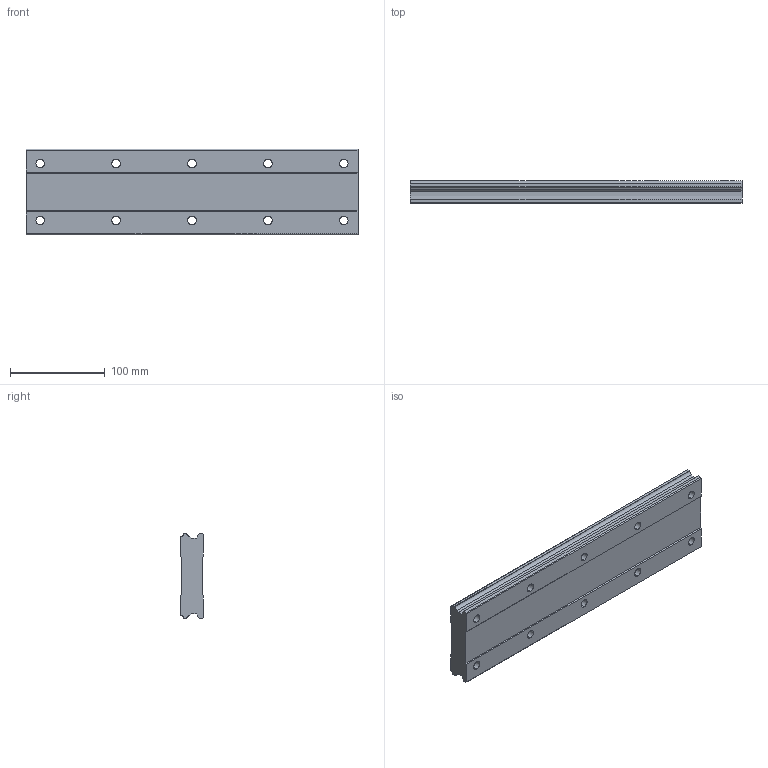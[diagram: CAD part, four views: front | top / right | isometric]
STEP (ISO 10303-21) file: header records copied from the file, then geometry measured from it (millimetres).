
FILE_DESCRIPTION (( 'STEP AP214' ), '1' );
FILE_NAME ('HRW50CA1SS-350L_G15_0_B-PT18_104-75_0_0_0_1.STEP', '2021-07-07T10:47:00', ( '' ), ( '' ), 'SwSTEP 2.0', 'SolidWorks 2021', '' );
FILE_SCHEMA (( 'AUTOMOTIVE_DESIGN' ));
Length unit declared in the file: millimetre
Products named in the file (2): _HRW50CA35015 Track; HRW50CA1SS-350L_G15_0_B-PT18_104-75_0_0_0_1
Assembly tree (1 placements, depth 2):
  HRW50CA1SS-350L_G15_0_B-PT18_104-75_0_0_0_1
    _HRW50CA35015 Track
Bounding box: 350 x 24 x 90 mm (x, y, z)
Volume: 660035.4 mm3; surface area: 93962.1 mm2
Topology: 1 solids, 1 shells, 84 faces, 216 edges, 144 vertices
Faces by surface type: cylinder 44, plane 40
Entity records: 2694 total; most frequent: DIRECTION 480, CARTESIAN_POINT 448, ORIENTED_EDGE 432, EDGE_CURVE 216, AXIS2_PLACEMENT_3D 176, VERTEX_POINT 144, VECTOR 128, LINE 128
